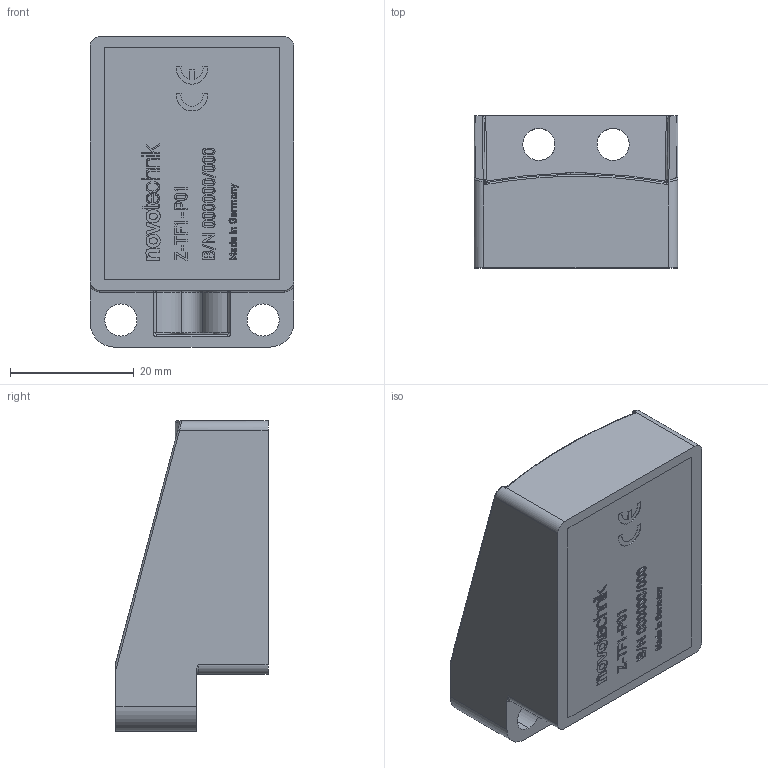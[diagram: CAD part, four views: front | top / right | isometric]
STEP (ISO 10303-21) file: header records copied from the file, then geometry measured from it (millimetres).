
FILE_DESCRIPTION (( 'STEP AP214' ), '1' );
FILE_NAME ('Z-TF1-P01.STEP', '2017-08-03T06:29:19', ( 'dummy' ), ( 'Microsoft' ), 'SwSTEP 2.0', 'SolidWorks 2014', '' );
FILE_SCHEMA (( 'AUTOMOTIVE_DESIGN' ));
Length unit declared in the file: millimetre
Products named in the file (1): Z-TF1-P01
Bounding box: 33 x 24.6 x 50.2 mm (x, y, z)
Surface area: 8254.9 mm2 (no closed solid volume)
Topology: 0 solids, 2 shells, 770 faces, 2576 edges, 1775 vertices
Faces by surface type: plane 397, bspline 299, cylinder 51, torus 17, sphere 6
Entity records: 50708 total; most frequent: CARTESIAN_POINT 22721, ORIENTED_EDGE 4432, DIRECTION 2755, EDGE_CURVE 2572, VERTEX_POINT 1773, LINE 1561, VECTOR 1561, EDGE_LOOP 867
